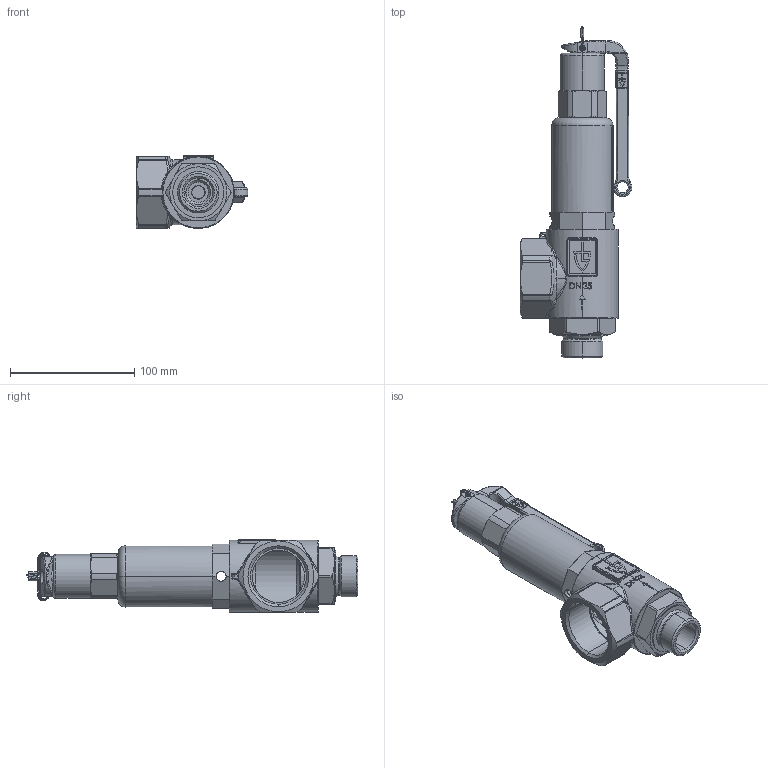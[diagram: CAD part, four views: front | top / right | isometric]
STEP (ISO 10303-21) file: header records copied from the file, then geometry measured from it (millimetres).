
FILE_DESCRIPTION (( 'STEP AP214' ), '1' );
FILE_NAME ('851bXL-25-m+f-25+40.STEP', '2016-06-08T06:00:50', ( '' ), ( '' ), 'SwSTEP 2.0', 'SolidWorks 2016', '' );
FILE_SCHEMA (( 'AUTOMOTIVE_DESIGN' ));
Length unit declared in the file: millimetre
Products named in the file (1): 851bXL-25-m+f-25+40
Bounding box: 89.9 x 266.92 x 58.5 mm (x, y, z)
Volume: 218503.1 mm3; surface area: 104620.1 mm2
Topology: 12 solids, 12 shells, 894 faces, 2218 edges, 1372 vertices
Faces by surface type: plane 299, cylinder 277, bspline 129, torus 93, cone 82, sphere 14
Entity records: 42925 total; most frequent: CARTESIAN_POINT 12489, ORIENTED_EDGE 4424, DIRECTION 4132, EDGE_CURVE 2212, AXIS2_PLACEMENT_3D 1596, VERTEX_POINT 1372, EDGE_LOOP 954, VECTOR 940
